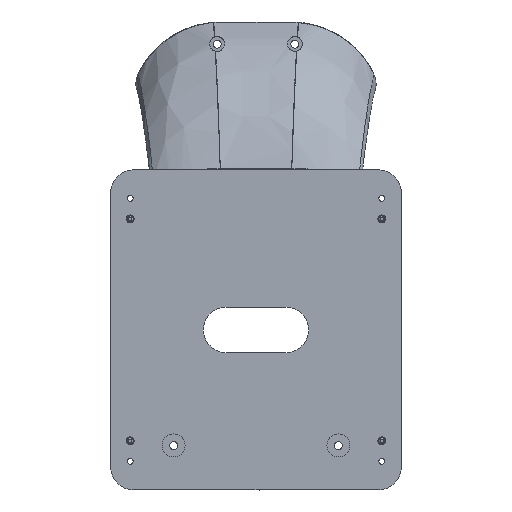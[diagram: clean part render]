
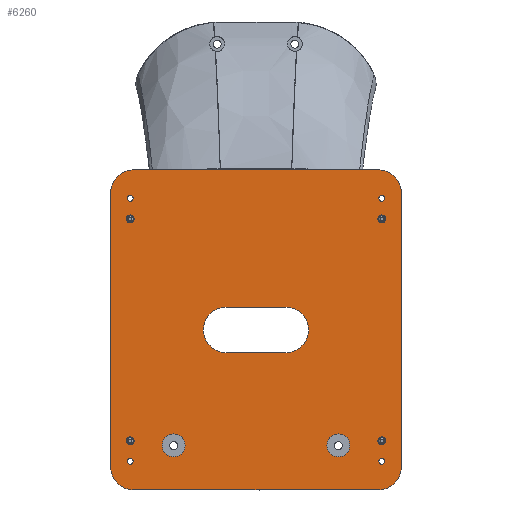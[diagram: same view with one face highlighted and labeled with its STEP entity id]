
A CAD part, top view. The second image highlights one B-rep face of the part: STEP entity #6260.
In plain terms, the highlighted planar face has unit normal (0, 0, 1).
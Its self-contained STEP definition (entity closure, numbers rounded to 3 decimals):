
#214=FACE_BOUND('',#1551,.T.);
#215=FACE_BOUND('',#1552,.T.);
#216=FACE_BOUND('',#1553,.T.);
#217=FACE_BOUND('',#1554,.T.);
#218=FACE_BOUND('',#1555,.T.);
#219=FACE_BOUND('',#1556,.T.);
#220=FACE_BOUND('',#1557,.T.);
#221=FACE_BOUND('',#1558,.T.);
#222=FACE_BOUND('',#1559,.T.);
#223=FACE_BOUND('',#1560,.T.);
#224=FACE_BOUND('',#1561,.T.);
#392=LINE('',#10642,#708);
#395=LINE('',#10651,#711);
#396=LINE('',#10657,#712);
#397=LINE('',#10661,#713);
#398=LINE('',#10665,#714);
#399=LINE('',#10668,#715);
#708=VECTOR('',#7469,10.);
#711=VECTOR('',#7480,10.);
#712=VECTOR('',#7485,10.);
#713=VECTOR('',#7488,10.);
#714=VECTOR('',#7491,10.);
#715=VECTOR('',#7494,10.);
#1028=PLANE('',#6736);
#1164=FACE_OUTER_BOUND('',#1550,.T.);
#1550=EDGE_LOOP('',(#4502,#4503,#4504,#4505,#4506,#4507,#4508,#4509));
#1551=EDGE_LOOP('',(#4510));
#1552=EDGE_LOOP('',(#4511));
#1553=EDGE_LOOP('',(#4512));
#1554=EDGE_LOOP('',(#4513));
#1555=EDGE_LOOP('',(#4514));
#1556=EDGE_LOOP('',(#4515));
#1557=EDGE_LOOP('',(#4516));
#1558=EDGE_LOOP('',(#4517));
#1559=EDGE_LOOP('',(#4518,#4519,#4520,#4521));
#1560=EDGE_LOOP('',(#4522));
#1561=EDGE_LOOP('',(#4523));
#2253=CIRCLE('',#6702,1.75);
#2255=CIRCLE('',#6705,1.75);
#2257=CIRCLE('',#6708,1.75);
#2259=CIRCLE('',#6711,1.75);
#2260=CIRCLE('',#6713,1.25);
#2261=CIRCLE('',#6715,1.25);
#2262=CIRCLE('',#6717,1.25);
#2263=CIRCLE('',#6719,1.25);
#2269=CIRCLE('',#6730,10.);
#2270=CIRCLE('',#6733,10.);
#2272=CIRCLE('',#6737,10.);
#2273=CIRCLE('',#6738,10.);
#2274=CIRCLE('',#6739,10.);
#2275=CIRCLE('',#6740,10.);
#2276=CIRCLE('',#6741,5.);
#2277=CIRCLE('',#6742,5.);
#2617=VERTEX_POINT('',#10581);
#2618=VERTEX_POINT('',#10585);
#2619=VERTEX_POINT('',#10589);
#2620=VERTEX_POINT('',#10593);
#2621=VERTEX_POINT('',#10597);
#2622=VERTEX_POINT('',#10601);
#2623=VERTEX_POINT('',#10605);
#2624=VERTEX_POINT('',#10609);
#2631=VERTEX_POINT('',#10632);
#2632=VERTEX_POINT('',#10634);
#2634=VERTEX_POINT('',#10640);
#2636=VERTEX_POINT('',#10645);
#2637=VERTEX_POINT('',#10653);
#2638=VERTEX_POINT('',#10654);
#2639=VERTEX_POINT('',#10656);
#2640=VERTEX_POINT('',#10658);
#2641=VERTEX_POINT('',#10660);
#2642=VERTEX_POINT('',#10662);
#2643=VERTEX_POINT('',#10664);
#2644=VERTEX_POINT('',#10666);
#2645=VERTEX_POINT('',#10669);
#2646=VERTEX_POINT('',#10671);
#3309=EDGE_CURVE('',#2617,#2617,#2253,.T.);
#3311=EDGE_CURVE('',#2618,#2618,#2255,.T.);
#3313=EDGE_CURVE('',#2619,#2619,#2257,.T.);
#3315=EDGE_CURVE('',#2620,#2620,#2259,.T.);
#3316=EDGE_CURVE('',#2621,#2621,#2260,.T.);
#3318=EDGE_CURVE('',#2622,#2622,#2261,.T.);
#3320=EDGE_CURVE('',#2623,#2623,#2262,.T.);
#3322=EDGE_CURVE('',#2624,#2624,#2263,.T.);
#3334=EDGE_CURVE('',#2632,#2631,#2269,.T.);
#3338=EDGE_CURVE('',#2631,#2634,#392,.T.);
#3340=EDGE_CURVE('',#2636,#2634,#2270,.T.);
#3343=EDGE_CURVE('',#2636,#2632,#395,.T.);
#3344=EDGE_CURVE('',#2637,#2638,#2272,.T.);
#3345=EDGE_CURVE('',#2639,#2637,#396,.T.);
#3346=EDGE_CURVE('',#2640,#2639,#2273,.T.);
#3347=EDGE_CURVE('',#2641,#2640,#397,.T.);
#3348=EDGE_CURVE('',#2642,#2641,#2274,.T.);
#3349=EDGE_CURVE('',#2643,#2642,#398,.T.);
#3350=EDGE_CURVE('',#2644,#2643,#2275,.T.);
#3351=EDGE_CURVE('',#2638,#2644,#399,.T.);
#3352=EDGE_CURVE('',#2645,#2645,#2276,.T.);
#3353=EDGE_CURVE('',#2646,#2646,#2277,.T.);
#4502=ORIENTED_EDGE('',*,*,#3344,.F.);
#4503=ORIENTED_EDGE('',*,*,#3345,.F.);
#4504=ORIENTED_EDGE('',*,*,#3346,.F.);
#4505=ORIENTED_EDGE('',*,*,#3347,.F.);
#4506=ORIENTED_EDGE('',*,*,#3348,.F.);
#4507=ORIENTED_EDGE('',*,*,#3349,.F.);
#4508=ORIENTED_EDGE('',*,*,#3350,.F.);
#4509=ORIENTED_EDGE('',*,*,#3351,.F.);
#4510=ORIENTED_EDGE('',*,*,#3352,.T.);
#4511=ORIENTED_EDGE('',*,*,#3353,.T.);
#4512=ORIENTED_EDGE('',*,*,#3322,.T.);
#4513=ORIENTED_EDGE('',*,*,#3320,.T.);
#4514=ORIENTED_EDGE('',*,*,#3318,.T.);
#4515=ORIENTED_EDGE('',*,*,#3316,.T.);
#4516=ORIENTED_EDGE('',*,*,#3315,.F.);
#4517=ORIENTED_EDGE('',*,*,#3313,.F.);
#4518=ORIENTED_EDGE('',*,*,#3343,.T.);
#4519=ORIENTED_EDGE('',*,*,#3334,.T.);
#4520=ORIENTED_EDGE('',*,*,#3338,.T.);
#4521=ORIENTED_EDGE('',*,*,#3340,.F.);
#4522=ORIENTED_EDGE('',*,*,#3311,.F.);
#4523=ORIENTED_EDGE('',*,*,#3309,.F.);
#6260=ADVANCED_FACE('',(#1164,#214,#215,#216,#217,#218,#219,#220,#221,#222,
#223,#224),#1028,.F.);
#6702=AXIS2_PLACEMENT_3D('',#10583,#7397,#7398);
#6705=AXIS2_PLACEMENT_3D('',#10587,#7403,#7404);
#6708=AXIS2_PLACEMENT_3D('',#10591,#7409,#7410);
#6711=AXIS2_PLACEMENT_3D('',#10595,#7415,#7416);
#6713=AXIS2_PLACEMENT_3D('',#10598,#7419,#7420);
#6715=AXIS2_PLACEMENT_3D('',#10602,#7424,#7425);
#6717=AXIS2_PLACEMENT_3D('',#10606,#7429,#7430);
#6719=AXIS2_PLACEMENT_3D('',#10610,#7434,#7435);
#6730=AXIS2_PLACEMENT_3D('',#10635,#7462,#7463);
#6733=AXIS2_PLACEMENT_3D('',#10647,#7473,#7474);
#6736=AXIS2_PLACEMENT_3D('',#10652,#7481,#7482);
#6737=AXIS2_PLACEMENT_3D('',#10655,#7483,#7484);
#6738=AXIS2_PLACEMENT_3D('',#10659,#7486,#7487);
#6739=AXIS2_PLACEMENT_3D('',#10663,#7489,#7490);
#6740=AXIS2_PLACEMENT_3D('',#10667,#7492,#7493);
#6741=AXIS2_PLACEMENT_3D('',#10670,#7495,#7496);
#6742=AXIS2_PLACEMENT_3D('',#10672,#7497,#7498);
#7397=DIRECTION('center_axis',(0.,0.,
1.));
#7398=DIRECTION('ref_axis',(-1.,0.,0.));
#7403=DIRECTION('center_axis',(0.,0.,
1.));
#7404=DIRECTION('ref_axis',(-1.,0.,0.));
#7409=DIRECTION('center_axis',(0.,0.,
1.));
#7410=DIRECTION('ref_axis',(-1.,0.,0.));
#7415=DIRECTION('center_axis',(0.,0.,
1.));
#7416=DIRECTION('ref_axis',(-1.,0.,0.));
#7419=DIRECTION('center_axis',(0.,0.,
-1.));
#7420=DIRECTION('ref_axis',(1.,0.,0.));
#7424=DIRECTION('center_axis',(0.,0.,
-1.));
#7425=DIRECTION('ref_axis',(1.,0.,0.));
#7429=DIRECTION('center_axis',(0.,0.,
-1.));
#7430=DIRECTION('ref_axis',(1.,0.,0.));
#7434=DIRECTION('center_axis',(0.,0.,
-1.));
#7435=DIRECTION('ref_axis',(1.,0.,0.));
#7462=DIRECTION('center_axis',(0.,0.,
-1.));
#7463=DIRECTION('ref_axis',(-1.,0.,0.));
#7469=DIRECTION('',(-1.,0.,0.));
#7473=DIRECTION('center_axis',(0.,0.,
1.));
#7474=DIRECTION('ref_axis',(-1.,0.,0.));
#7480=DIRECTION('',(1.,0.,0.));
#7481=DIRECTION('center_axis',(0.,0.,
-1.));
#7482=DIRECTION('ref_axis',(-1.,0.,0.));
#7483=DIRECTION('center_axis',(0.,0.,
-1.));
#7484=DIRECTION('ref_axis',(0.,-1.,0.));
#7485=DIRECTION('',(-1.,0.,0.));
#7486=DIRECTION('center_axis',(0.,0.,
-1.));
#7487=DIRECTION('ref_axis',(1.,0.,0.));
#7488=DIRECTION('',(0.,-1.,0.));
#7489=DIRECTION('center_axis',(0.,0.,
-1.));
#7490=DIRECTION('ref_axis',(0.,1.,0.));
#7491=DIRECTION('',(1.,0.,0.));
#7492=DIRECTION('center_axis',(0.,0.,
-1.));
#7493=DIRECTION('ref_axis',(-1.,0.,0.));
#7494=DIRECTION('',(0.,1.,0.));
#7495=DIRECTION('center_axis',(0.,0.,
-1.));
#7496=DIRECTION('ref_axis',(-1.,0.,0.));
#7497=DIRECTION('center_axis',(0.,0.,
-1.));
#7498=DIRECTION('ref_axis',(-1.,0.,0.));
#10581=CARTESIAN_POINT('',(-53.25,310.443,140.042));
#10583=CARTESIAN_POINT('Origin',(-55.,310.443,140.042));
#10585=CARTESIAN_POINT('',(56.75,213.443,140.042));
#10587=CARTESIAN_POINT('Origin',(55.,213.443,140.042));
#10589=CARTESIAN_POINT('',(-53.25,213.443,140.042));
#10591=CARTESIAN_POINT('Origin',(-55.,213.443,140.042));
#10593=CARTESIAN_POINT('',(56.75,310.443,140.042));
#10595=CARTESIAN_POINT('Origin',(55.,310.443,140.042));
#10597=CARTESIAN_POINT('',(53.75,319.443,140.042));
#10598=CARTESIAN_POINT('Origin',(55.,319.443,140.042));
#10601=CARTESIAN_POINT('',(-56.25,204.443,140.042));
#10602=CARTESIAN_POINT('Origin',(-55.,204.443,140.042));
#10605=CARTESIAN_POINT('',(53.75,204.443,140.042));
#10606=CARTESIAN_POINT('Origin',(55.,204.443,140.042));
#10609=CARTESIAN_POINT('',(-56.25,319.443,140.042));
#10610=CARTESIAN_POINT('Origin',(-55.,319.443,140.042));
#10632=CARTESIAN_POINT('',(13.,251.943,140.042));
#10634=CARTESIAN_POINT('',(13.,271.943,140.042));
#10635=CARTESIAN_POINT('Origin',(13.,261.943,140.042));
#10640=CARTESIAN_POINT('',(-13.,251.943,140.042));
#10642=CARTESIAN_POINT('',(6.5,251.943,140.042));
#10645=CARTESIAN_POINT('',(-13.,271.943,140.042));
#10647=CARTESIAN_POINT('Origin',(-13.,261.943,140.042));
#10651=CARTESIAN_POINT('',(-6.5,271.943,140.042));
#10652=CARTESIAN_POINT('Origin',(0.,261.943,140.042));
#10653=CARTESIAN_POINT('',(-53.5,191.943,140.042));
#10654=CARTESIAN_POINT('',(-63.5,201.943,140.042));
#10655=CARTESIAN_POINT('Origin',(-53.5,201.943,140.042));
#10656=CARTESIAN_POINT('',(53.5,191.943,140.042));
#10657=CARTESIAN_POINT('',(53.5,191.943,140.042));
#10658=CARTESIAN_POINT('',(63.5,201.943,140.042));
#10659=CARTESIAN_POINT('Origin',(53.5,201.943,140.042));
#10660=CARTESIAN_POINT('',(63.5,321.943,140.042));
#10661=CARTESIAN_POINT('',(63.5,321.943,140.042));
#10662=CARTESIAN_POINT('',(53.5,331.943,140.042));
#10663=CARTESIAN_POINT('Origin',(53.5,321.943,140.042));
#10664=CARTESIAN_POINT('',(-53.5,331.943,140.042));
#10665=CARTESIAN_POINT('',(-53.5,331.943,140.042));
#10666=CARTESIAN_POINT('',(-63.5,321.943,140.042));
#10667=CARTESIAN_POINT('Origin',(-53.5,321.943,140.042));
#10668=CARTESIAN_POINT('',(-63.5,201.943,140.042));
#10669=CARTESIAN_POINT('',(-31.,211.462,140.042));
#10670=CARTESIAN_POINT('Origin',(-36.,211.462,140.042));
#10671=CARTESIAN_POINT('',(41.021,211.462,140.042));
#10672=CARTESIAN_POINT('Origin',(36.021,211.462,140.042));
